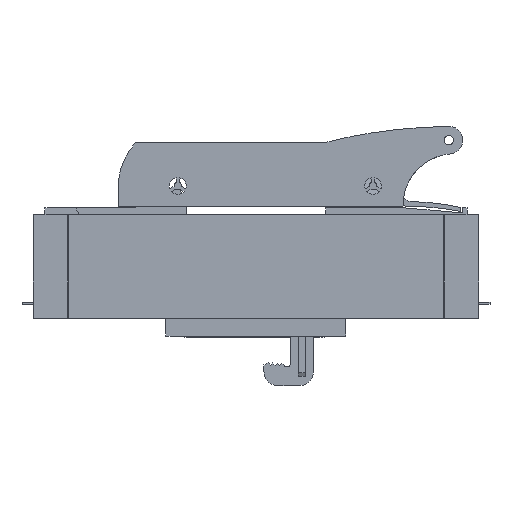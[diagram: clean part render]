
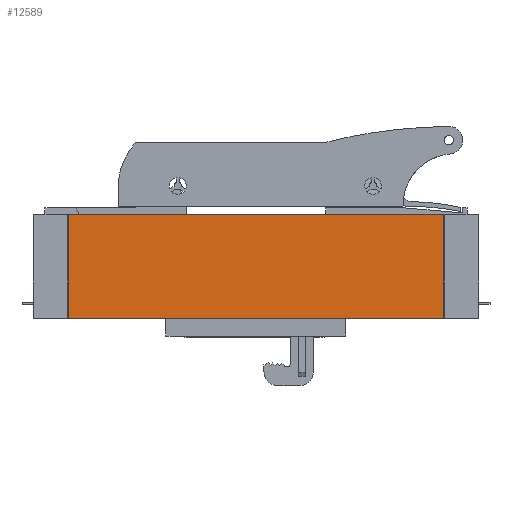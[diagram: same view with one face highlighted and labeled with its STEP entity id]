
A CAD part, left-side view. The second image highlights one B-rep face of the part: STEP entity #12589.
In plain terms, the highlighted planar face has unit normal (-1, 0, 0).
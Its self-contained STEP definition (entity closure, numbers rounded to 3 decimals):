
#12569=AXIS2_PLACEMENT_3D('Plane Axis2P3D',#12566,#12567,#12568) ;
#10752=CARTESIAN_POINT('Vertex',(-25.,-81.5,25.)) ;
#10755=CARTESIAN_POINT('Line Origine',(-25.,0.02,25.)) ;
#10759=CARTESIAN_POINT('Vertex',(-25.,81.54,25.)) ;
#12539=CARTESIAN_POINT('Line Origine',(-25.,81.54,47.5)) ;
#12543=CARTESIAN_POINT('Vertex',(-25.,81.54,70.)) ;
#12566=CARTESIAN_POINT('Axis2P3D Location',(-25.,0.,25.)) ;
#12571=CARTESIAN_POINT('Line Origine',(-25.,-81.5,47.5)) ;
#12575=CARTESIAN_POINT('Vertex',(-25.,-81.5,70.)) ;
#12578=CARTESIAN_POINT('Line Origine',(-25.,0.02,70.)) ;
#10756=DIRECTION('Vector Direction',(0.,1.,0.)) ;
#12540=DIRECTION('Vector Direction',(0.,0.,1.)) ;
#12567=DIRECTION('Axis2P3D Direction',(1.,0.,-0.)) ;
#12568=DIRECTION('Axis2P3D XDirection',(0.,0.,1.)) ;
#12572=DIRECTION('Vector Direction',(0.,0.,1.)) ;
#12579=DIRECTION('Vector Direction',(0.,1.,0.)) ;
#10757=VECTOR('Line Direction',#10756,1.) ;
#12541=VECTOR('Line Direction',#12540,1.) ;
#12573=VECTOR('Line Direction',#12572,1.) ;
#12580=VECTOR('Line Direction',#12579,1.) ;
#12584=ORIENTED_EDGE('',*,*,#12545,.F.) ;
#12585=ORIENTED_EDGE('',*,*,#10761,.T.) ;
#12586=ORIENTED_EDGE('',*,*,#12577,.T.) ;
#12587=ORIENTED_EDGE('',*,*,#12582,.T.) ;
#12589=ADVANCED_FACE('Hauptkoerper nicht benutzen',(#12588),#12570,.F.) ;
#10761=EDGE_CURVE('',#10760,#10753,#10758,.F.) ;
#12545=EDGE_CURVE('',#10760,#12544,#12542,.T.) ;
#12577=EDGE_CURVE('',#10753,#12576,#12574,.T.) ;
#12582=EDGE_CURVE('',#12576,#12544,#12581,.T.) ;
#12583=EDGE_LOOP('',(#12584,#12585,#12586,#12587)) ;
#12588=FACE_OUTER_BOUND('',#12583,.T.) ;
#10758=LINE('Line',#10755,#10757) ;
#12542=LINE('Line',#12539,#12541) ;
#12574=LINE('Line',#12571,#12573) ;
#12581=LINE('Line',#12578,#12580) ;
#12570=PLANE('Plane',#12569) ;
#10753=VERTEX_POINT('',#10752) ;
#10760=VERTEX_POINT('',#10759) ;
#12544=VERTEX_POINT('',#12543) ;
#12576=VERTEX_POINT('',#12575) ;
